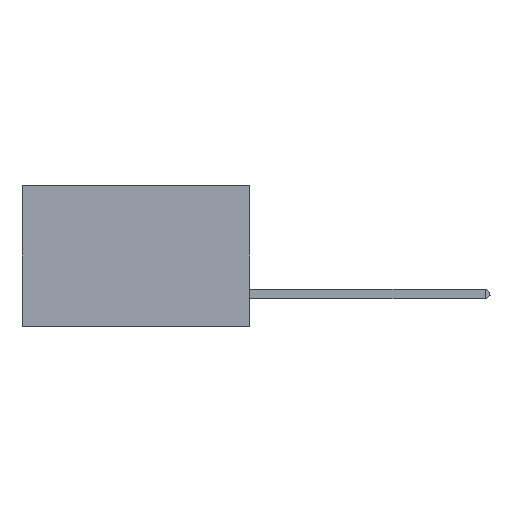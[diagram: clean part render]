
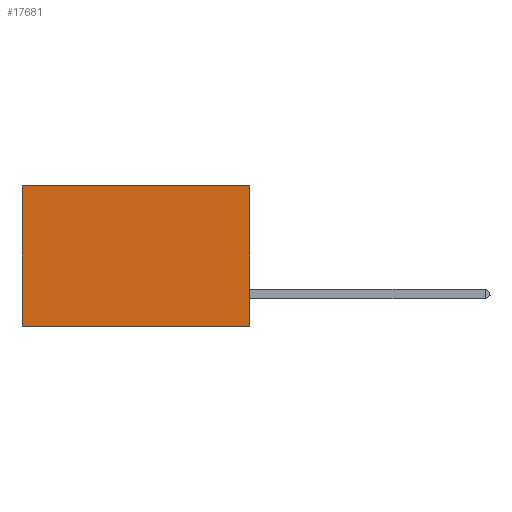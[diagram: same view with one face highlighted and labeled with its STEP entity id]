
A CAD part, left-side view. The second image highlights one B-rep face of the part: STEP entity #17681.
In plain terms, the highlighted planar face has unit normal (-1, 0, 0).
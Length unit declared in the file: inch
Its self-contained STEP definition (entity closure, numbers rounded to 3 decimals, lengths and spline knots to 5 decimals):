
#189 = EDGE_CURVE ( 'NONE', #19530, #1917, #11131, .T. ) ;
#1917 = VERTEX_POINT ( 'NONE', #16892 ) ;
#2390 = LINE ( 'NONE', #18489, #17068 ) ;
#2608 = VECTOR ( 'NONE', #24532, 39.37008 ) ;
#3492 = CARTESIAN_POINT ( 'NONE',  ( 0.2875, 0., 0. ) ) ;
#5190 = PLANE ( 'NONE',  #23766 ) ;
#5406 = DIRECTION ( 'NONE',  ( 0., 1., 0. ) ) ;
#7005 = VERTEX_POINT ( 'NONE', #21698 ) ;
#7590 = ORIENTED_EDGE ( 'NONE', *, *, #16430, .F. ) ;
#7775 = CARTESIAN_POINT ( 'NONE',  ( 0.2875, 0.6, 0. ) ) ;
#7781 = VECTOR ( 'NONE', #9932, 39.37008 ) ;
#8235 = LINE ( 'NONE', #20457, #15258 ) ;
#8284 = ORIENTED_EDGE ( 'NONE', *, *, #13687, .T. ) ;
#8301 = ORIENTED_EDGE ( 'NONE', *, *, #189, .T. ) ;
#8892 = CARTESIAN_POINT ( 'NONE',  ( 0.2875, 0., 0. ) ) ;
#9932 = DIRECTION ( 'NONE',  ( 0., 0., -1. ) ) ;
#11131 = LINE ( 'NONE', #7775, #7781 ) ;
#13550 = FACE_OUTER_BOUND ( 'NONE', #15364, .T. ) ;
#13687 = EDGE_CURVE ( 'NONE', #7005, #19530, #23199, .T. ) ;
#14126 = DIRECTION ( 'NONE',  ( 0., 0., -1. ) ) ;
#15105 = VERTEX_POINT ( 'NONE', #27331 ) ;
#15258 = VECTOR ( 'NONE', #14126, 39.37008 ) ;
#15364 = EDGE_LOOP ( 'NONE', ( #8301, #23531, #7590, #8284 ) ) ;
#16430 = EDGE_CURVE ( 'NONE', #7005, #15105, #8235, .T. ) ;
#16892 = CARTESIAN_POINT ( 'NONE',  ( 0.2875, 0.6, -0.37 ) ) ;
#17068 = VECTOR ( 'NONE', #5406, 39.37008 ) ;
#17681 = ADVANCED_FACE ( 'NONE', ( #13550 ), #5190, .F. ) ;
#18193 = DIRECTION ( 'NONE',  ( 0., 0., -1. ) ) ;
#18489 = CARTESIAN_POINT ( 'NONE',  ( 0.2875, 0., -0.37 ) ) ;
#19530 = VERTEX_POINT ( 'NONE', #25835 ) ;
#19690 = DIRECTION ( 'NONE',  ( 1., 0., 0. ) ) ;
#20059 = EDGE_CURVE ( 'NONE', #15105, #1917, #2390, .T. ) ;
#20457 = CARTESIAN_POINT ( 'NONE',  ( 0.2875, 0., 0. ) ) ;
#21698 = CARTESIAN_POINT ( 'NONE',  ( 0.2875, 0., 0. ) ) ;
#23199 = LINE ( 'NONE', #3492, #2608 ) ;
#23531 = ORIENTED_EDGE ( 'NONE', *, *, #20059, .F. ) ;
#23766 = AXIS2_PLACEMENT_3D ( 'NONE', #8892, #19690, #18193 ) ;
#24532 = DIRECTION ( 'NONE',  ( 0., 1., 0. ) ) ;
#25835 = CARTESIAN_POINT ( 'NONE',  ( 0.2875, 0.6, 0. ) ) ;
#27331 = CARTESIAN_POINT ( 'NONE',  ( 0.2875, 0., -0.37 ) ) ;
